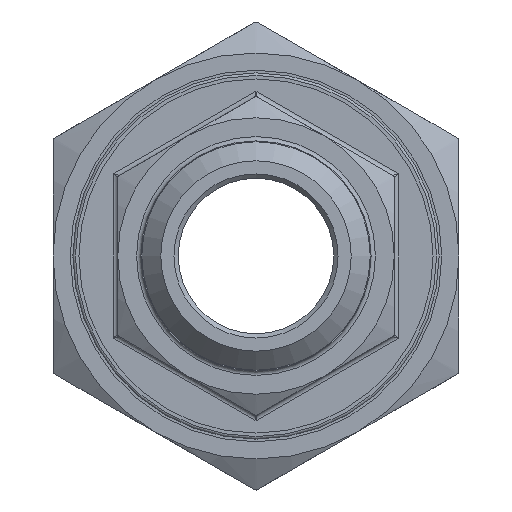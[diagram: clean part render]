
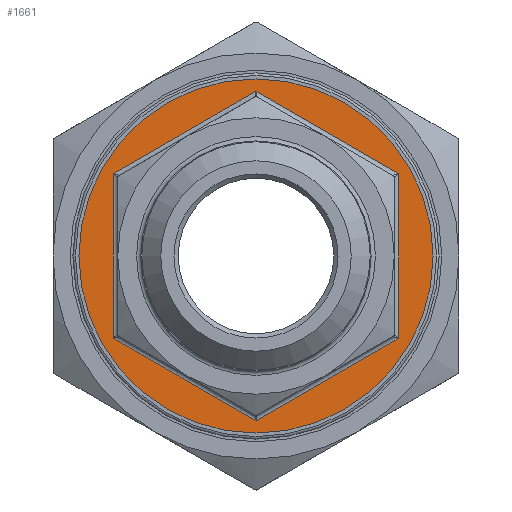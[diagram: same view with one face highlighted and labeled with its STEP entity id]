
A CAD part, front view. The second image highlights one B-rep face of the part: STEP entity #1661.
In plain terms, the highlighted planar face has unit normal (0, -1, 0).
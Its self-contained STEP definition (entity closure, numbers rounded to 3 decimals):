
#144=LINE('',#2992,#204);
#148=LINE('',#3040,#208);
#152=LINE('',#3094,#212);
#156=LINE('',#3144,#216);
#160=LINE('',#3187,#220);
#166=LINE('',#3264,#226);
#204=VECTOR('',#2203,19.053);
#208=VECTOR('',#2221,19.053);
#212=VECTOR('',#2247,19.053);
#216=VECTOR('',#2269,19.053);
#220=VECTOR('',#2289,19.053);
#226=VECTOR('',#2351,19.053);
#346=PLANE('',#1887);
#367=FACE_BOUND('',#601,.T.);
#473=FACE_OUTER_BOUND('',#600,.T.);
#600=EDGE_LOOP('',(#1465));
#601=EDGE_LOOP('',(#1466,#1467,#1468,#1469,#1470,#1471));
#698=CIRCLE('',#1888,20.5);
#810=VERTEX_POINT('',#2963);
#817=VERTEX_POINT('',#2991);
#823=VERTEX_POINT('',#3039);
#831=VERTEX_POINT('',#3093);
#837=VERTEX_POINT('',#3143);
#840=VERTEX_POINT('',#3174);
#853=VERTEX_POINT('',#3266);
#1011=EDGE_CURVE('',#810,#817,#144,.T.);
#1021=EDGE_CURVE('',#817,#823,#148,.T.);
#1034=EDGE_CURVE('',#823,#831,#152,.T.);
#1045=EDGE_CURVE('',#831,#837,#156,.T.);
#1055=EDGE_CURVE('',#837,#840,#160,.T.);
#1077=EDGE_CURVE('',#840,#810,#166,.T.);
#1078=EDGE_CURVE('',#853,#853,#698,.T.);
#1465=ORIENTED_EDGE('',*,*,#1078,.T.);
#1466=ORIENTED_EDGE('',*,*,#1034,.F.);
#1467=ORIENTED_EDGE('',*,*,#1021,.F.);
#1468=ORIENTED_EDGE('',*,*,#1011,.F.);
#1469=ORIENTED_EDGE('',*,*,#1077,.F.);
#1470=ORIENTED_EDGE('',*,*,#1055,.F.);
#1471=ORIENTED_EDGE('',*,*,#1045,.F.);
#1661=ADVANCED_FACE('',(#473,#367),#346,.F.);
#1887=AXIS2_PLACEMENT_3D('',#3265,#2352,#2353);
#1888=AXIS2_PLACEMENT_3D('',#3267,#2354,#2355);
#2203=DIRECTION('',(-0.866,0.,-0.5));
#2221=DIRECTION('',(0.,0.,-1.));
#2247=DIRECTION('',(0.866,0.,-0.5));
#2269=DIRECTION('',(0.866,0.,0.5));
#2289=DIRECTION('',(0.,0.,1.));
#2351=DIRECTION('',(-0.866,0.,0.5));
#2352=DIRECTION('center_axis',(0.,1.,0.));
#2353=DIRECTION('ref_axis',(0.,0.,1.));
#2354=DIRECTION('center_axis',(0.,-1.,0.));
#2355=DIRECTION('ref_axis',(1.,0.,0.));
#2963=CARTESIAN_POINT('',(0.,-9.35,19.053));
#2991=CARTESIAN_POINT('',(-16.5,-9.35,9.526));
#2992=CARTESIAN_POINT('',(-12.25,-9.35,11.98));
#3039=CARTESIAN_POINT('',(-16.5,-9.35,-9.526));
#3040=CARTESIAN_POINT('',(-16.5,-9.35,-4.619));
#3093=CARTESIAN_POINT('',(0.,-9.35,-19.053));
#3094=CARTESIAN_POINT('',(-4.25,-9.35,-16.599));
#3143=CARTESIAN_POINT('',(16.5,-9.35,-9.526));
#3144=CARTESIAN_POINT('',(12.25,-9.35,-11.98));
#3174=CARTESIAN_POINT('',(16.5,-9.35,9.526));
#3187=CARTESIAN_POINT('',(16.5,-9.35,4.619));
#3264=CARTESIAN_POINT('',(4.25,-9.35,16.599));
#3265=CARTESIAN_POINT('Origin',(0.,-9.35,0.));
#3266=CARTESIAN_POINT('',(-20.5,-9.35,0.));
#3267=CARTESIAN_POINT('Origin',(0.,-9.35,0.));
